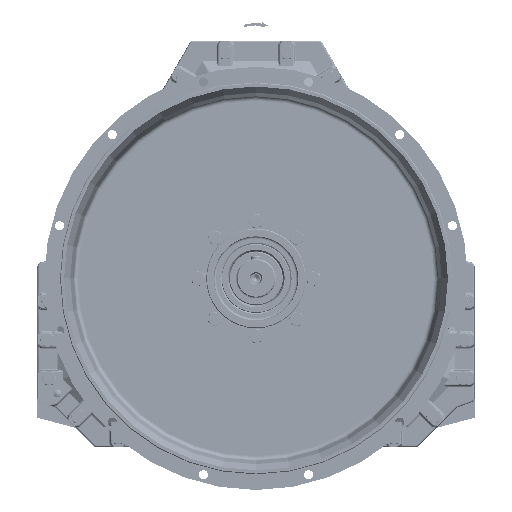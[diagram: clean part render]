
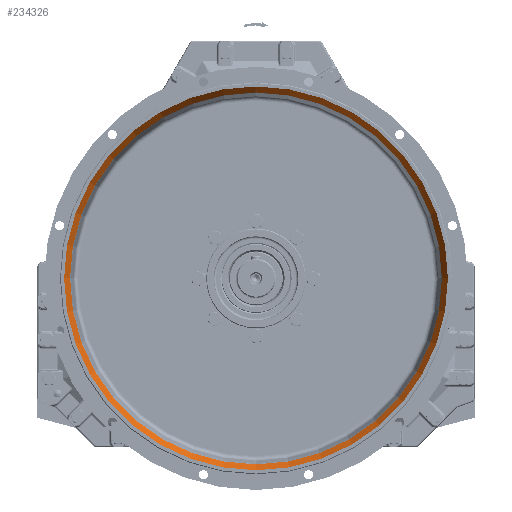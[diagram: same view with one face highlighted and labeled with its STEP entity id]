
A CAD part, top view. The second image highlights one B-rep face of the part: STEP entity #234326.
In plain terms, the highlighted conical face has half-angle 30 degrees and reference radius 242.185 mm.
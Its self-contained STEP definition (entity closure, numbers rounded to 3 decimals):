
#3633 = FACE_OUTER_BOUND ( 'NONE', #189925, .T. ) ;
#30953 = ORIENTED_EDGE ( 'NONE', *, *, #208577, .T. ) ;
#40464 = DIRECTION ( 'NONE',  ( 0., 0., 1. ) ) ;
#65334 = AXIS2_PLACEMENT_3D ( 'NONE', #199003, #68501, #220892 ) ;
#68501 = DIRECTION ( 'NONE',  ( 0., 0., 1. ) ) ;
#76047 = DIRECTION ( 'NONE',  ( 0., 0., -1. ) ) ;
#82625 = ORIENTED_EDGE ( 'NONE', *, *, #171788, .T. ) ;
#95897 = AXIS2_PLACEMENT_3D ( 'NONE', #206506, #76047, #228372 ) ;
#141728 = CARTESIAN_POINT ( 'NONE',  ( 250.268, 0., 55. ) ) ;
#157138 = VERTEX_POINT ( 'NONE', #195724 ) ;
#167870 = CIRCLE ( 'NONE', #95897, 242.514 ) ;
#170569 = FACE_BOUND ( 'NONE', #276886, .T. ) ;
#170945 = CARTESIAN_POINT ( 'NONE',  ( 0., 0., 41. ) ) ;
#171788 = EDGE_CURVE ( 'NONE', #188156, #188156, #224394, .T. ) ;
#188156 = VERTEX_POINT ( 'NONE', #141728 ) ;
#189925 = EDGE_LOOP ( 'NONE', ( #82625 ) ) ;
#195724 = CARTESIAN_POINT ( 'NONE',  ( -242.514, 0., 41.57 ) ) ;
#199003 = CARTESIAN_POINT ( 'NONE',  ( 0., 0., 55. ) ) ;
#206506 = CARTESIAN_POINT ( 'NONE',  ( 0., 0., 41.57 ) ) ;
#208577 = EDGE_CURVE ( 'NONE', #157138, #157138, #167870, .T. ) ;
#212457 = AXIS2_PLACEMENT_3D ( 'NONE', #170945, #40464, #280476 ) ;
#220892 = DIRECTION ( 'NONE',  ( 1., 0., 0. ) ) ;
#224394 = CIRCLE ( 'NONE', #65334, 250.268 ) ;
#228372 = DIRECTION ( 'NONE',  ( -1., 0., 0. ) ) ;
#234326 = ADVANCED_FACE ( 'NONE', ( #170569, #3633 ), #252254, .F. ) ;
#252254 = CONICAL_SURFACE ( 'NONE', #212457, 242.185, 0.524 ) ;
#276886 = EDGE_LOOP ( 'NONE', ( #30953 ) ) ;
#280476 = DIRECTION ( 'NONE',  ( 1., 0., 0. ) ) ;
